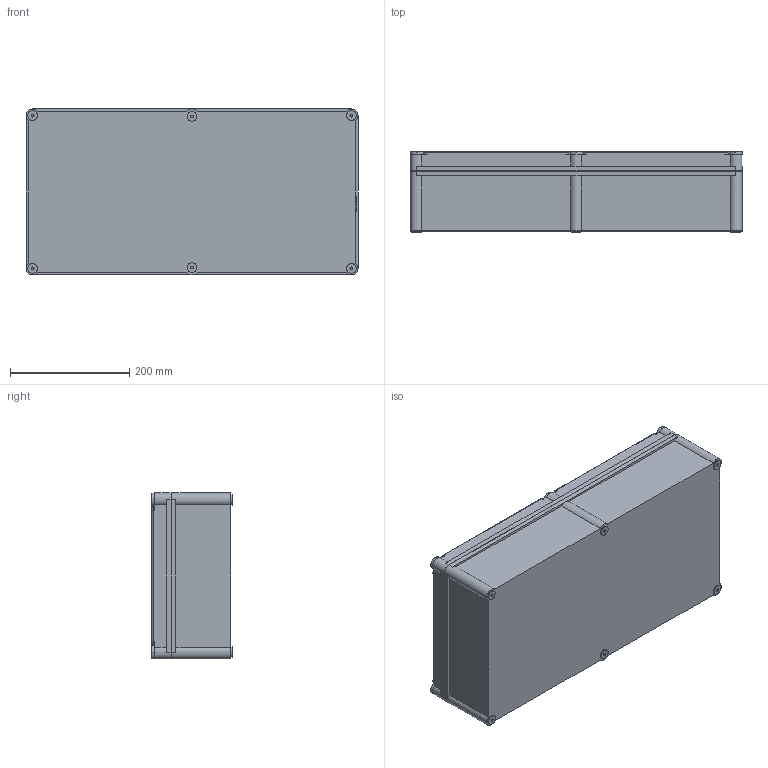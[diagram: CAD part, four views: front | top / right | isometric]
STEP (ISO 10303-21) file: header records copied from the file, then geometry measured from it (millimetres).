
FILE_DESCRIPTION((''),'2;1');
FILE_NAME('B65-40M-ONE-3D-0920_ASM','2025-09-20T16:38:31',('beauty.ye'),(''),'CREO PARAMETRIC BY PTC INC, 2024401','CREO PARAMETRIC BY PTC INC, 2024401','');
FILE_SCHEMA(('CONFIG_CONTROL_DESIGN'));
Length unit declared in the file: millimetre
Products named in the file (1): B65-40M-ONE-3D-0920_ASM
Bounding box: 556 x 134.2 x 278 mm (x, y, z)
Volume: 19241689.2 mm3; surface area: 1202782.8 mm2
Topology: 1 solids, 8 shells, 651 faces, 1712 edges, 1126 vertices
Faces by surface type: plane 363, cylinder 270, torus 18
Entity records: 20368 total; most frequent: DIRECTION 3676, CARTESIAN_POINT 3550, ORIENTED_EDGE 3424, EDGE_CURVE 1712, AXIS2_PLACEMENT_3D 1322, VERTEX_POINT 1126, VECTOR 1032, LINE 1032
